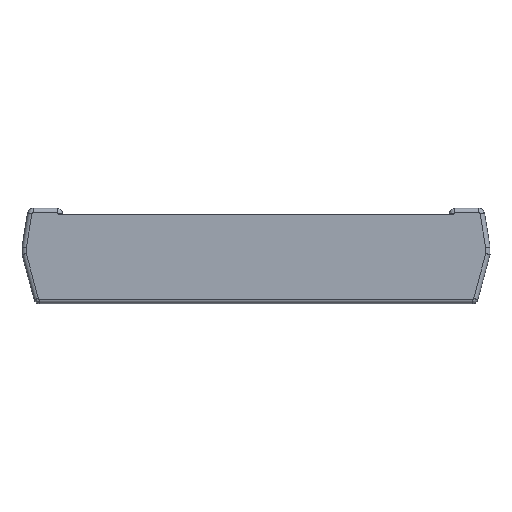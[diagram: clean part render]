
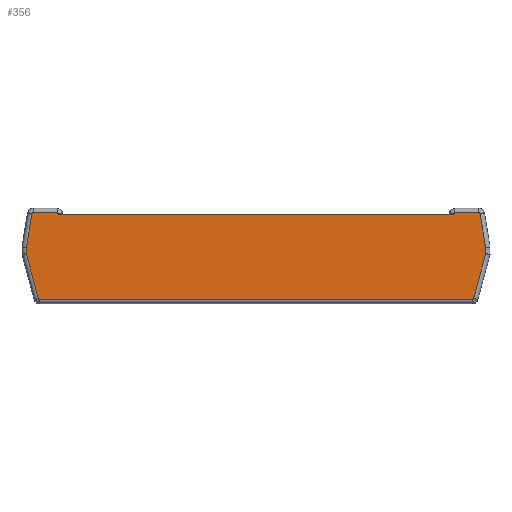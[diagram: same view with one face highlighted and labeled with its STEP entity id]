
A CAD part, top view. The second image highlights one B-rep face of the part: STEP entity #356.
In plain terms, the highlighted planar face has unit normal (0, 0, 1).
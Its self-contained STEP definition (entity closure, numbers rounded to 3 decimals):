
#206=FACE_OUTER_BOUND('',#698,.T.);
#356=ADVANCED_FACE('',(#206),#499,.F.);
#499=PLANE('',#2829);
#555=CIRCLE('',#2823,0.205);
#556=CIRCLE('',#2824,0.205);
#557=CIRCLE('',#2825,0.205);
#558=CIRCLE('',#2826,0.205);
#559=CIRCLE('',#2827,0.205);
#560=CIRCLE('',#2828,0.205);
#698=EDGE_LOOP('',(#1168,#1169,#1170,#1171,#1172,#1173,#1174,#1175,#1176,
#1177,#1178,#1179,#1180,#1181,#1182,#1183,#1184,#1185));
#1168=ORIENTED_EDGE('',*,*,#2018,.T.);
#1169=ORIENTED_EDGE('',*,*,#2019,.T.);
#1170=ORIENTED_EDGE('',*,*,#2020,.T.);
#1171=ORIENTED_EDGE('',*,*,#2021,.T.);
#1172=ORIENTED_EDGE('',*,*,#2022,.T.);
#1173=ORIENTED_EDGE('',*,*,#2023,.T.);
#1174=ORIENTED_EDGE('',*,*,#2024,.T.);
#1175=ORIENTED_EDGE('',*,*,#2025,.T.);
#1176=ORIENTED_EDGE('',*,*,#2026,.T.);
#1177=ORIENTED_EDGE('',*,*,#2027,.T.);
#1178=ORIENTED_EDGE('',*,*,#2028,.T.);
#1179=ORIENTED_EDGE('',*,*,#2029,.T.);
#1180=ORIENTED_EDGE('',*,*,#2030,.T.);
#1181=ORIENTED_EDGE('',*,*,#2031,.T.);
#1182=ORIENTED_EDGE('',*,*,#2032,.T.);
#1183=ORIENTED_EDGE('',*,*,#2033,.T.);
#1184=ORIENTED_EDGE('',*,*,#2034,.T.);
#1185=ORIENTED_EDGE('',*,*,#2035,.T.);
#1704=VERTEX_POINT('',#4167);
#1705=VERTEX_POINT('',#4168);
#1706=VERTEX_POINT('',#4170);
#1707=VERTEX_POINT('',#4172);
#1708=VERTEX_POINT('',#4174);
#1709=VERTEX_POINT('',#4176);
#1710=VERTEX_POINT('',#4178);
#1711=VERTEX_POINT('',#4180);
#1712=VERTEX_POINT('',#4182);
#1713=VERTEX_POINT('',#4184);
#1714=VERTEX_POINT('',#4186);
#1715=VERTEX_POINT('',#4188);
#1716=VERTEX_POINT('',#4190);
#1717=VERTEX_POINT('',#4192);
#1718=VERTEX_POINT('',#4194);
#1719=VERTEX_POINT('',#4196);
#1720=VERTEX_POINT('',#4198);
#1721=VERTEX_POINT('',#4200);
#2018=EDGE_CURVE('',#1704,#1705,#2372,.T.);
#2019=EDGE_CURVE('',#1705,#1706,#2373,.T.);
#2020=EDGE_CURVE('',#1706,#1707,#555,.T.);
#2021=EDGE_CURVE('',#1707,#1708,#2374,.T.);
#2022=EDGE_CURVE('',#1708,#1709,#556,.T.);
#2023=EDGE_CURVE('',#1709,#1710,#2375,.T.);
#2024=EDGE_CURVE('',#1710,#1711,#2376,.T.);
#2025=EDGE_CURVE('',#1711,#1712,#2377,.T.);
#2026=EDGE_CURVE('',#1712,#1713,#557,.T.);
#2027=EDGE_CURVE('',#1713,#1714,#2378,.T.);
#2028=EDGE_CURVE('',#1714,#1715,#558,.T.);
#2029=EDGE_CURVE('',#1715,#1716,#2379,.T.);
#2030=EDGE_CURVE('',#1716,#1717,#2380,.T.);
#2031=EDGE_CURVE('',#1717,#1718,#2381,.T.);
#2032=EDGE_CURVE('',#1718,#1719,#559,.T.);
#2033=EDGE_CURVE('',#1719,#1720,#2382,.T.);
#2034=EDGE_CURVE('',#1720,#1721,#560,.T.);
#2035=EDGE_CURVE('',#1721,#1704,#2383,.T.);
#2372=LINE('',#4166,#2670);
#2373=LINE('',#4169,#2671);
#2374=LINE('',#4173,#2672);
#2375=LINE('',#4177,#2673);
#2376=LINE('',#4179,#2674);
#2377=LINE('',#4181,#2675);
#2378=LINE('',#4185,#2676);
#2379=LINE('',#4189,#2677);
#2380=LINE('',#4191,#2678);
#2381=LINE('',#4193,#2679);
#2382=LINE('',#4197,#2680);
#2383=LINE('',#4201,#2681);
#2670=VECTOR('',#3340,1.);
#2671=VECTOR('',#3341,1.);
#2672=VECTOR('',#3344,1.);
#2673=VECTOR('',#3347,1.);
#2674=VECTOR('',#3348,1.);
#2675=VECTOR('',#3349,1.);
#2676=VECTOR('',#3352,1.);
#2677=VECTOR('',#3355,1.);
#2678=VECTOR('',#3356,1.);
#2679=VECTOR('',#3357,1.);
#2680=VECTOR('',#3360,1.);
#2681=VECTOR('',#3363,1.);
#2823=AXIS2_PLACEMENT_3D('',#4171,#3342,#3343);
#2824=AXIS2_PLACEMENT_3D('',#4175,#3345,#3346);
#2825=AXIS2_PLACEMENT_3D('',#4183,#3350,#3351);
#2826=AXIS2_PLACEMENT_3D('',#4187,#3353,#3354);
#2827=AXIS2_PLACEMENT_3D('',#4195,#3358,#3359);
#2828=AXIS2_PLACEMENT_3D('',#4199,#3361,#3362);
#2829=AXIS2_PLACEMENT_3D('',#4202,#3364,#3365);
#3340=DIRECTION('',(-1.,0.,0.));
#3341=DIRECTION('',(0.,1.,0.));
#3342=DIRECTION('',(0.,0.,1.));
#3343=DIRECTION('',(-1.,0.,0.));
#3344=DIRECTION('',(-1.,0.,0.));
#3345=DIRECTION('',(0.,0.,1.));
#3346=DIRECTION('',(-1.,0.,0.));
#3347=DIRECTION('',(-0.163,-0.987,0.));
#3348=DIRECTION('',(0.,-1.,0.));
#3349=DIRECTION('',(0.259,-0.966,0.));
#3350=DIRECTION('',(0.,0.,1.));
#3351=DIRECTION('',(-1.,0.,0.));
#3352=DIRECTION('',(1.,0.,0.));
#3353=DIRECTION('',(0.,0.,1.));
#3354=DIRECTION('',(-1.,0.,0.));
#3355=DIRECTION('',(0.259,0.966,0.));
#3356=DIRECTION('',(0.,1.,0.));
#3357=DIRECTION('',(-0.163,0.987,0.));
#3358=DIRECTION('',(0.,0.,1.));
#3359=DIRECTION('',(-1.,0.,0.));
#3360=DIRECTION('',(-1.,0.,0.));
#3361=DIRECTION('',(0.,0.,1.));
#3362=DIRECTION('',(-1.,0.,0.));
#3363=DIRECTION('',(0.,-1.,0.));
#3364=DIRECTION('',(0.,0.,-1.));
#3365=DIRECTION('',(-1.,0.,0.));
#4166=CARTESIAN_POINT('',(35.714,16.502,0.8));
#4167=CARTESIAN_POINT('',(36.514,16.502,0.8));
#4168=CARTESIAN_POINT('',(-36.514,16.502,0.8));
#4169=CARTESIAN_POINT('',(-36.514,16.502,0.8));
#4170=CARTESIAN_POINT('',(-36.514,16.699,0.8));
#4171=CARTESIAN_POINT('',(-36.719,16.698,0.8));
#4172=CARTESIAN_POINT('',(-36.719,16.902,0.8));
#4173=CARTESIAN_POINT('',(-41.167,16.902,0.8));
#4174=CARTESIAN_POINT('',(-41.167,16.902,0.8));
#4175=CARTESIAN_POINT('',(-41.167,16.698,0.8));
#4176=CARTESIAN_POINT('',(-41.369,16.731,0.8));
#4177=CARTESIAN_POINT('',(-42.413,10.418,0.8));
#4178=CARTESIAN_POINT('',(-42.402,10.483,0.8));
#4179=CARTESIAN_POINT('',(-42.402,9.203,0.8));
#4180=CARTESIAN_POINT('',(-42.402,9.308,0.8));
#4181=CARTESIAN_POINT('',(-40.189,1.05,0.8));
#4182=CARTESIAN_POINT('',(-40.189,1.05,0.8));
#4183=CARTESIAN_POINT('',(-39.991,1.103,0.8));
#4184=CARTESIAN_POINT('',(-39.991,0.899,0.8));
#4185=CARTESIAN_POINT('',(39.991,0.899,0.8));
#4186=CARTESIAN_POINT('',(39.991,0.899,0.8));
#4187=CARTESIAN_POINT('',(39.991,1.103,0.8));
#4188=CARTESIAN_POINT('',(40.189,1.05,0.8));
#4189=CARTESIAN_POINT('',(38.405,-5.609,0.8));
#4190=CARTESIAN_POINT('',(42.402,9.308,0.8));
#4191=CARTESIAN_POINT('',(42.402,16.502,0.8));
#4192=CARTESIAN_POINT('',(42.402,10.483,0.8));
#4193=CARTESIAN_POINT('',(39.133,30.263,0.8));
#4194=CARTESIAN_POINT('',(41.369,16.731,0.8));
#4195=CARTESIAN_POINT('',(41.167,16.698,0.8));
#4196=CARTESIAN_POINT('',(41.167,16.902,0.8));
#4197=CARTESIAN_POINT('',(-44.118,16.902,0.8));
#4198=CARTESIAN_POINT('',(36.719,16.902,0.8));
#4199=CARTESIAN_POINT('',(36.719,16.698,0.8));
#4200=CARTESIAN_POINT('',(36.514,16.699,0.8));
#4201=CARTESIAN_POINT('',(36.514,16.502,0.8));
#4202=CARTESIAN_POINT('',(-44.118,16.502,0.8));
